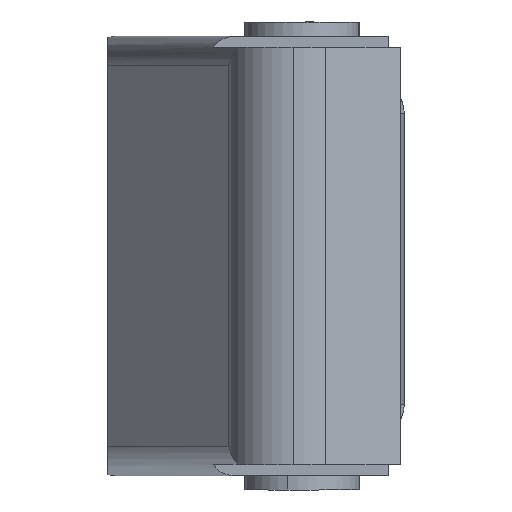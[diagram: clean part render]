
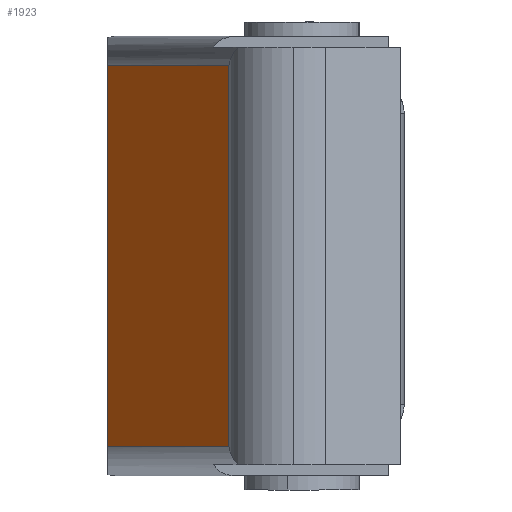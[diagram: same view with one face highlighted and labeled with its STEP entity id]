
A CAD part, left-side view. The second image highlights one B-rep face of the part: STEP entity #1923.
In plain terms, the highlighted face is planar.
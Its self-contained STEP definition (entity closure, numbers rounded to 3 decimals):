
#191 = VERTEX_POINT ( 'NONE', #4707 ) ;
#281 = DIRECTION ( 'NONE',  ( -0.994, 0.111, 0. ) ) ;
#455 = DIRECTION ( 'NONE',  ( 0.111, 0.994, 0. ) ) ;
#717 = EDGE_CURVE ( 'NONE', #191, #2925, #3940, .T. ) ;
#756 = VECTOR ( 'NONE', #5276, 1000. ) ;
#949 = EDGE_LOOP ( 'NONE', ( #3754, #3476, #4598, #4554 ) ) ;
#1100 = VERTEX_POINT ( 'NONE', #2633 ) ;
#1254 = FACE_OUTER_BOUND ( 'NONE', #949, .T. ) ;
#1440 = CARTESIAN_POINT ( 'NONE',  ( -18.084, -1.5, 1.25 ) ) ;
#1449 = LINE ( 'NONE', #1462, #3515 ) ;
#1462 = CARTESIAN_POINT ( 'NONE',  ( -79.967, 5.441, 27.75 ) ) ;
#1588 = DIRECTION ( 'NONE',  ( -0.994, 0.111, 0. ) ) ;
#1923 = ADVANCED_FACE ( 'NONE', ( #1254 ), #5338, .F. ) ;
#2034 = AXIS2_PLACEMENT_3D ( 'NONE', #2308, #455, #281 ) ;
#2037 = LINE ( 'NONE', #5163, #756 ) ;
#2200 = VECTOR ( 'NONE', #4267, 1000. ) ;
#2266 = EDGE_CURVE ( 'NONE', #3311, #191, #4390, .T. ) ;
#2270 = VECTOR ( 'NONE', #5346, 1000. ) ;
#2308 = CARTESIAN_POINT ( 'NONE',  ( -18.084, -1.5, 29. ) ) ;
#2311 = CARTESIAN_POINT ( 'NONE',  ( -18.084, -1.5, 1.25 ) ) ;
#2633 = CARTESIAN_POINT ( 'NONE',  ( -18.084, -1.5, 27.75 ) ) ;
#2925 = VERTEX_POINT ( 'NONE', #1440 ) ;
#2984 = EDGE_CURVE ( 'NONE', #1100, #3311, #1449, .T. ) ;
#3311 = VERTEX_POINT ( 'NONE', #4957 ) ;
#3476 = ORIENTED_EDGE ( 'NONE', *, *, #717, .T. ) ;
#3515 = VECTOR ( 'NONE', #1588, 1000. ) ;
#3754 = ORIENTED_EDGE ( 'NONE', *, *, #2266, .T. ) ;
#3940 = LINE ( 'NONE', #2311, #2270 ) ;
#3946 = CARTESIAN_POINT ( 'NONE',  ( -93.002, 6.903, 29. ) ) ;
#4267 = DIRECTION ( 'NONE',  ( 0., 0., -1. ) ) ;
#4390 = LINE ( 'NONE', #3946, #2200 ) ;
#4551 = EDGE_CURVE ( 'NONE', #1100, #2925, #2037, .T. ) ;
#4554 = ORIENTED_EDGE ( 'NONE', *, *, #2984, .T. ) ;
#4598 = ORIENTED_EDGE ( 'NONE', *, *, #4551, .F. ) ;
#4707 = CARTESIAN_POINT ( 'NONE',  ( -93.002, 6.903, 1.25 ) ) ;
#4957 = CARTESIAN_POINT ( 'NONE',  ( -93.002, 6.903, 27.75 ) ) ;
#5163 = CARTESIAN_POINT ( 'NONE',  ( -18.084, -1.5, 29. ) ) ;
#5276 = DIRECTION ( 'NONE',  ( 0., 0., -1. ) ) ;
#5338 = PLANE ( 'NONE',  #2034 ) ;
#5346 = DIRECTION ( 'NONE',  ( 0.994, -0.111, 0. ) ) ;
